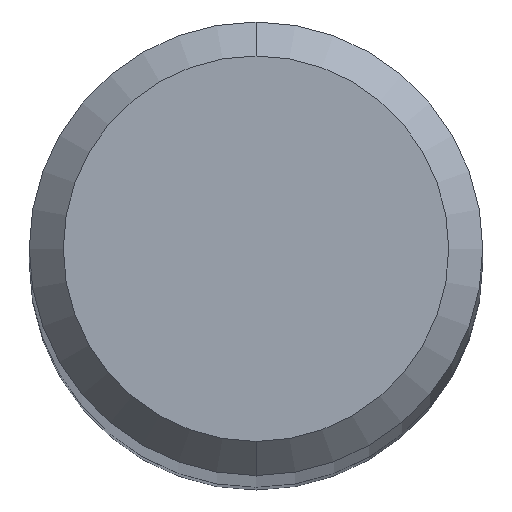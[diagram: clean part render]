
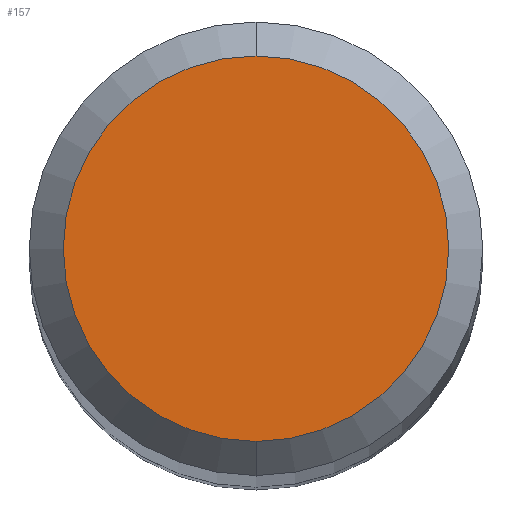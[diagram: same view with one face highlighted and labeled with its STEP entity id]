
A CAD part, top view. The second image highlights one B-rep face of the part: STEP entity #157.
In plain terms, the highlighted planar face has unit normal (0, 0, 1).
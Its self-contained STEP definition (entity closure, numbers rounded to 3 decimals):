
#97=VERTEX_POINT('',#218);
#125=VERTEX_POINT('',#248);
#153=EDGE_CURVE('',#125,#97,#280,.T.);
#157=ADVANCED_FACE('',(#284),#285,.T.);
#181=EDGE_CURVE('',#97,#125,#313,.T.);
#218=CARTESIAN_POINT('',(0.0,1.7,0.0));
#248=CARTESIAN_POINT('',(0.,-1.7,0.0));
#280=CIRCLE('',#425,1.7);
#284=FACE_OUTER_BOUND('',#430,.T.);
#285=PLANE('',#431);
#313=CIRCLE('',#467,1.7);
#425=AXIS2_PLACEMENT_3D('',#559,#560,#561);
#430=EDGE_LOOP('',(#566,#567));
#431=AXIS2_PLACEMENT_3D('',#568,#569,#570);
#467=AXIS2_PLACEMENT_3D('',#610,#611,#612);
#559=CARTESIAN_POINT('',(0.0,0.0,0.0));
#560=DIRECTION('',(0.0,0.0,-1.0));
#561=DIRECTION('',(0.0,1.0,0.0));
#566=ORIENTED_EDGE('',*,*,#181,.F.);
#567=ORIENTED_EDGE('',*,*,#153,.F.);
#568=CARTESIAN_POINT('',(0.0,0.85,0.0));
#569=DIRECTION('',(-0.0,0.0,1.0));
#570=DIRECTION('',(0.0,-1.0,0.0));
#610=CARTESIAN_POINT('',(0.0,0.0,0.0));
#611=DIRECTION('',(0.0,0.0,-1.0));
#612=DIRECTION('',(0.0,1.0,0.0));
